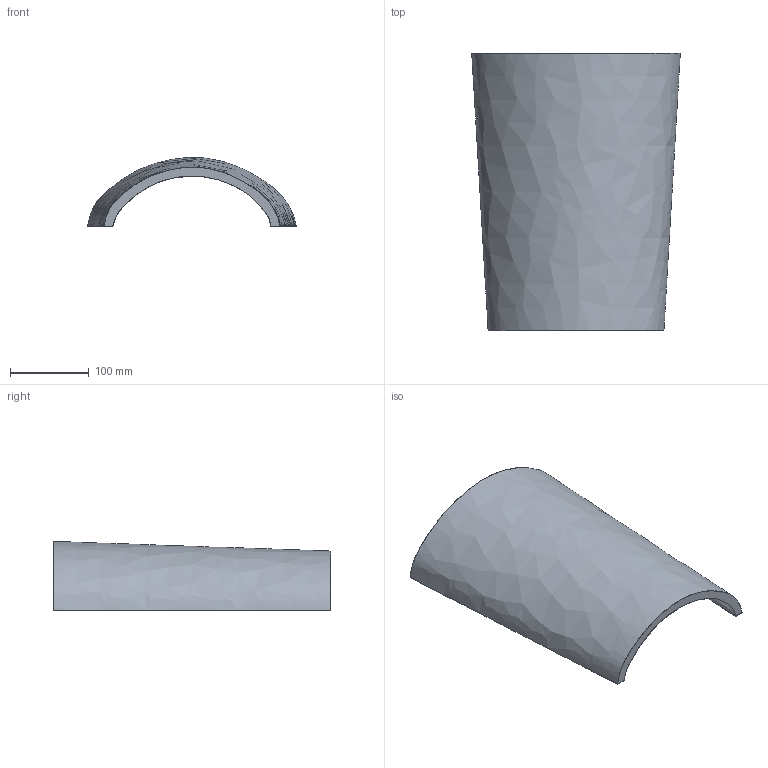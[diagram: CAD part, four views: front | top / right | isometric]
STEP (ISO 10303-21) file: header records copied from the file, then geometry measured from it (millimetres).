
FILE_DESCRIPTION(('FreeCAD Model'),'2;1');
FILE_NAME('Open CASCADE Shape Model','2021-01-10T08:37:39',('Author'),( ''),'Open CASCADE STEP processor 7.4','FreeCAD','Unknown');
FILE_SCHEMA(('AUTOMOTIVE_DESIGN { 1 0 10303 214 1 1 1 1 }'));
Length unit declared in the file: millimetre
Products named in the file (1): Compound
Bounding box: 264.75 x 352.08 x 87.83 mm (x, y, z)
Surface area: 219579.4 mm2 (no closed solid volume)
Topology: 0 solids, 3 shells, 3 faces, 6 edges, 4 vertices
Faces by surface type: bspline 3
Entity records: 1317 total; most frequent: CARTESIAN_POINT 1208, B_SPLINE_CURVE_WITH_KNOTS 12, ORIENTED_EDGE 6, EDGE_CURVE 6, SURFACE_CURVE 6, PCURVE 6, DEFINITIONAL_REPRESENTATION 6, VERTEX_POINT 4
